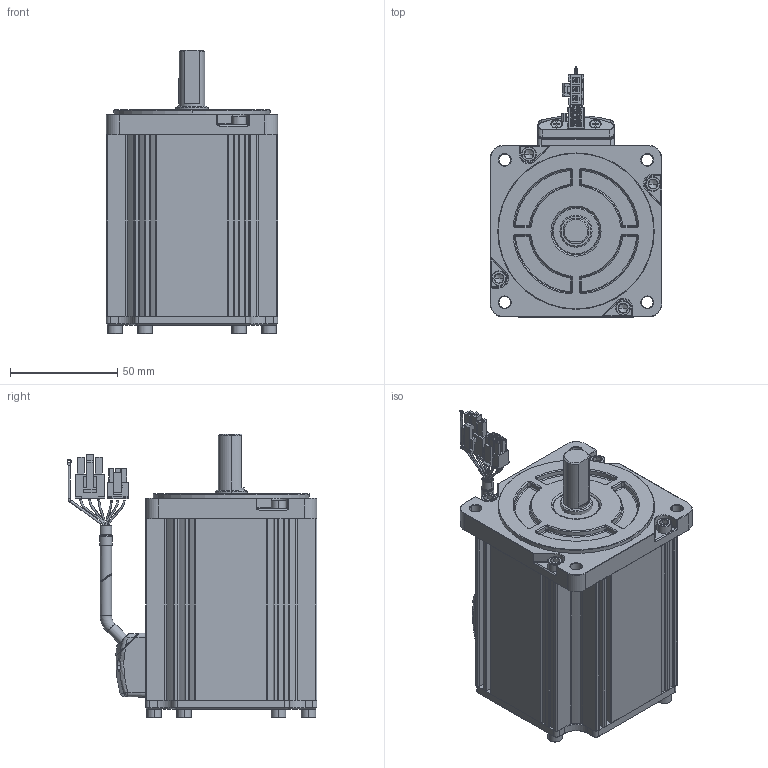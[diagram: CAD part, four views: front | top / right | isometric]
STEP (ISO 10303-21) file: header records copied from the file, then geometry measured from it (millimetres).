
FILE_DESCRIPTION((''),'2;1');
FILE_NAME('80BL550H2-1','2023-12-18T19:00:01',('TQ01065'),(''),'CREO PARAMETRIC BY PTC INC, 2018100','CREO PARAMETRIC BY PTC INC, 2018100','');
FILE_SCHEMA(('CONFIG_CONTROL_DESIGN'));
Length unit declared in the file: millimetre
Products named in the file (1): 80BL550H2-1
Bounding box: 80 x 116.66 x 132.2 mm (x, y, z)
Surface area: 69815.6 mm2 (no closed solid volume)
Topology: 0 solids, 44 shells, 810 faces, 2512 edges, 1682 vertices
Faces by surface type: plane 390, cylinder 182, cone 155, bspline 47, torus 28, sphere 6, extrusion 2
Entity records: 33465 total; most frequent: CARTESIAN_POINT 11637, DIRECTION 4550, ORIENTED_EDGE 4105, EDGE_CURVE 2496, VERTEX_POINT 1682, VECTOR 1520, LINE 1518, AXIS2_PLACEMENT_3D 1515
